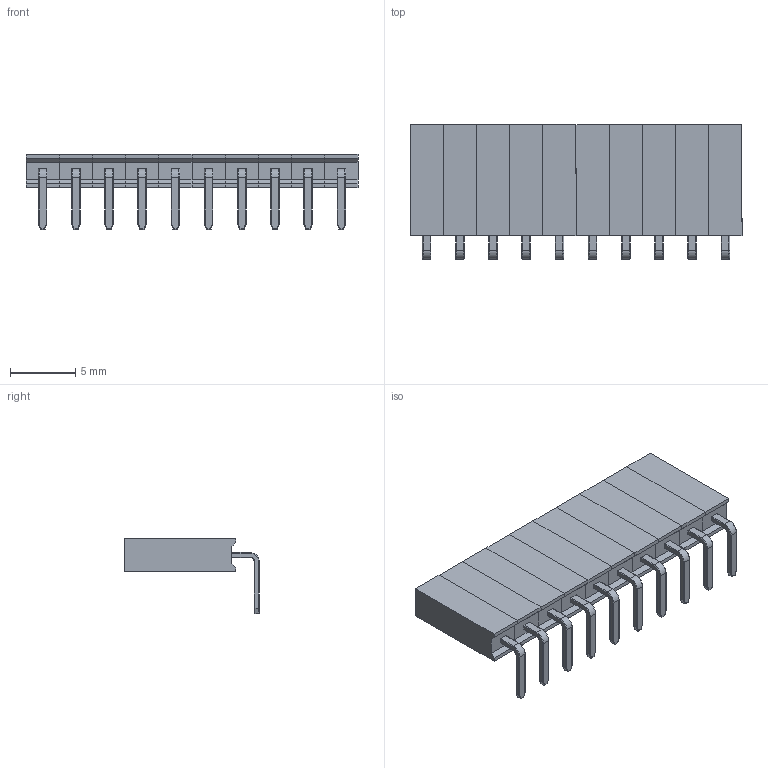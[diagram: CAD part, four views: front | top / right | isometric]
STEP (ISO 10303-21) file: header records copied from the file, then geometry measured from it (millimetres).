
FILE_DESCRIPTION(/* description */ (''),/* implementation_level */ '2;1');
FILE_NAME(/* name */ 'Female Pin Header 01x10 Right Angle.stp',/* time_stamp */ '2019-11-27T10:42:48+01:00',/* author */ ('Bernd das Brot'),/* organization */ (''),/* preprocessor_version */ 'ST-DEVELOPER v18',/* originating_system */ 'Autodesk Inventor 2020',/* authorisation */ '');
FILE_SCHEMA (('AUTOMOTIVE_DESIGN { 1 0 10303 214 3 1 1 }'));
Length unit declared in the file: millimetre
Products named in the file (2): Female Pin Header 01x10 Right Angle; Female Pin Header 1x Right Angle
Assembly tree (10 placements, depth 2):
  Female Pin Header 01x10 Right Angle
    Female Pin Header 1x Right Angle  x10
Bounding box: 25.4 x 10.3 x 5.74 mm (x, y, z)
Volume: 292.3 mm3; surface area: 1917.8 mm2
Topology: 10 solids, 10 shells, 1620 faces, 3740 edges, 2120 vertices
Faces by surface type: cylinder 730, plane 470, sphere 200, torus 180, bspline 40
Entity records: 4917 total; most frequent: CARTESIAN_POINT 876, DIRECTION 874, ORIENTED_EDGE 740, EDGE_CURVE 370, AXIS2_PLACEMENT_3D 338, VERTEX_POINT 212, LINE 198, VECTOR 198
